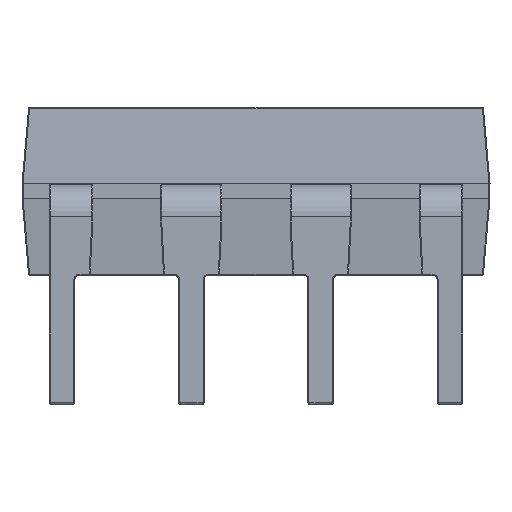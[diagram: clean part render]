
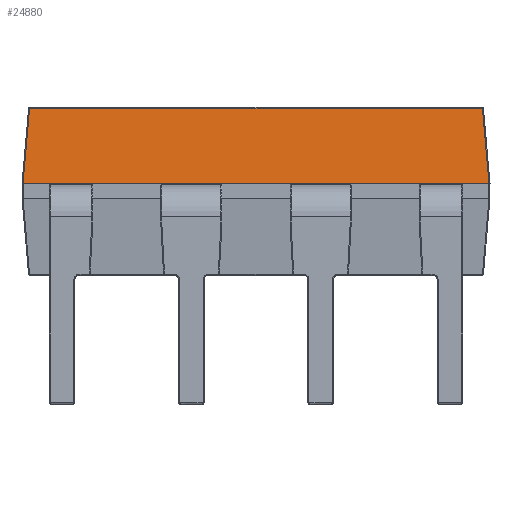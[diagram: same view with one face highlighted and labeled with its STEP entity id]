
A CAD part, front view. The second image highlights one B-rep face of the part: STEP entity #24880.
In plain terms, the highlighted planar face has unit normal (0, -0.996, 0.087).
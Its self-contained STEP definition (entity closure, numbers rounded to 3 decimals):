
#4273 = EDGE_CURVE ( 'NONE', #16911, #20785, #14182, .T. ) ;
#4674 = FACE_OUTER_BOUND ( 'NONE', #22305, .T. ) ;
#6568 = EDGE_CURVE ( 'NONE', #8501, #8377, #16291, .T. ) ;
#7206 = DIRECTION ( 'NONE',  ( 1., 0., 0. ) ) ;
#8377 = VERTEX_POINT ( 'NONE', #16477 ) ;
#8501 = VERTEX_POINT ( 'NONE', #12416 ) ;
#8840 = CARTESIAN_POINT ( 'NONE',  ( 4.45, -3.02, 3.832 ) ) ;
#8868 = DIRECTION ( 'NONE',  ( 0., -0.087, -0.996 ) ) ;
#9796 = CARTESIAN_POINT ( 'NONE',  ( -4.529, -3.02, 3.832 ) ) ;
#10404 = ORIENTED_EDGE ( 'NONE', *, *, #22068, .T. ) ;
#10594 = VECTOR ( 'NONE', #7206, 1000. ) ;
#11461 = DIRECTION ( 'NONE',  ( 0., -0.996, 0.087 ) ) ;
#12416 = CARTESIAN_POINT ( 'NONE',  ( -4.45, -3.02, 3.832 ) ) ;
#12443 = LINE ( 'NONE', #9796, #10594 ) ;
#12512 = VECTOR ( 'NONE', #17424, 1000. ) ;
#14074 = CARTESIAN_POINT ( 'NONE',  ( -7.862, -3.15, 2.35 ) ) ;
#14126 = DIRECTION ( 'NONE',  ( -0.087, 0.087, 0.992 ) ) ;
#14157 = CARTESIAN_POINT ( 'NONE',  ( 4.58, -3.15, 2.35 ) ) ;
#14182 = LINE ( 'NONE', #14157, #21517 ) ;
#14602 = CARTESIAN_POINT ( 'NONE',  ( 4.58, -3.15, 2.35 ) ) ;
#15352 = EDGE_CURVE ( 'NONE', #8501, #20785, #12443, .T. ) ;
#16291 = LINE ( 'NONE', #19495, #23328 ) ;
#16477 = CARTESIAN_POINT ( 'NONE',  ( -4.58, -3.15, 2.35 ) ) ;
#16703 = PLANE ( 'NONE',  #17829 ) ;
#16911 = VERTEX_POINT ( 'NONE', #14602 ) ;
#17031 = DIRECTION ( 'NONE',  ( -0.087, -0.087, -0.992 ) ) ;
#17424 = DIRECTION ( 'NONE',  ( 1., 0., 0. ) ) ;
#17829 = AXIS2_PLACEMENT_3D ( 'NONE', #14074, #11461, #8868 ) ;
#19124 = ORIENTED_EDGE ( 'NONE', *, *, #15352, .F. ) ;
#19495 = CARTESIAN_POINT ( 'NONE',  ( -4.45, -3.02, 3.832 ) ) ;
#20019 = CARTESIAN_POINT ( 'NONE',  ( -7.862, -3.15, 2.35 ) ) ;
#20785 = VERTEX_POINT ( 'NONE', #8840 ) ;
#21226 = ORIENTED_EDGE ( 'NONE', *, *, #6568, .T. ) ;
#21517 = VECTOR ( 'NONE', #14126, 1000. ) ;
#22068 = EDGE_CURVE ( 'NONE', #8377, #16911, #22650, .T. ) ;
#22305 = EDGE_LOOP ( 'NONE', ( #10404, #22996, #19124, #21226 ) ) ;
#22650 = LINE ( 'NONE', #20019, #12512 ) ;
#22996 = ORIENTED_EDGE ( 'NONE', *, *, #4273, .T. ) ;
#23328 = VECTOR ( 'NONE', #17031, 1000. ) ;
#24880 = ADVANCED_FACE ( 'NONE', ( #4674 ), #16703, .T. ) ;
